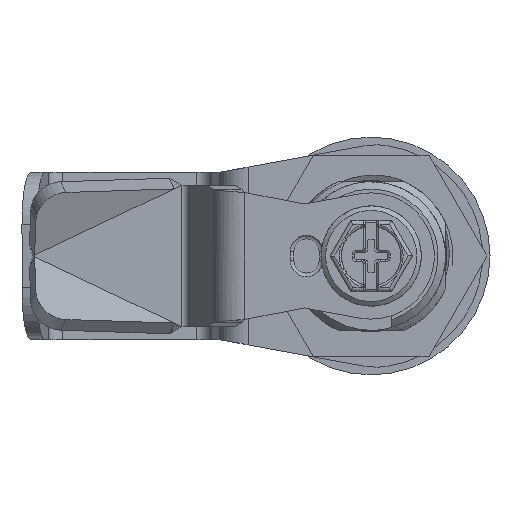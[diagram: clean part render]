
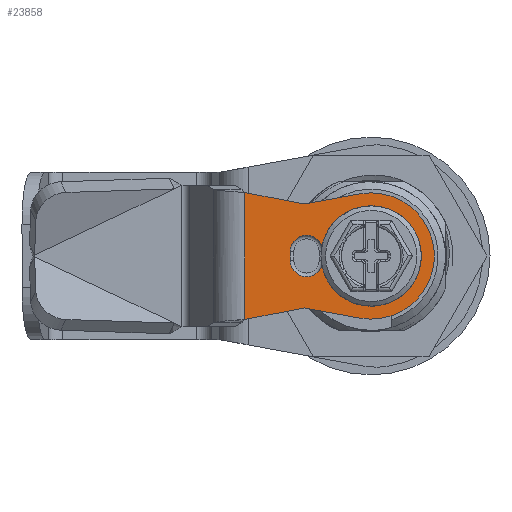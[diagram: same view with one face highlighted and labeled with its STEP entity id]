
A CAD part, left-side view. The second image highlights one B-rep face of the part: STEP entity #23858.
In plain terms, the highlighted face is planar.
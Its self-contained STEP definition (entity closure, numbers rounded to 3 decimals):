
#3018=FACE_BOUND('',#5547,.T.);
#3019=FACE_BOUND('',#5548,.T.);
#4225=FACE_OUTER_BOUND('',#5546,.T.);
#5546=EDGE_LOOP('',(#21928,#21929,#21930,#21931,#21932,#21933));
#5547=EDGE_LOOP('',(#21934,#21935,#21936,#21937));
#5548=EDGE_LOOP('',(#21938,#21939,#21940,#21941,#21942,#21943,#21944,#21945));
#5941=CIRCLE('',#25151,8.5);
#5942=CIRCLE('',#25152,2.2);
#5943=CIRCLE('',#25153,2.2);
#7317=LINE('',#62897,#8819);
#7318=LINE('',#62899,#8820);
#7319=LINE('',#62901,#8821);
#7320=LINE('',#62905,#8822);
#7321=LINE('',#62906,#8823);
#7322=LINE('',#62911,#8824);
#7323=LINE('',#62914,#8825);
#7324=LINE('',#62917,#8826);
#7325=LINE('',#62919,#8827);
#7326=LINE('',#62921,#8828);
#7327=LINE('',#62923,#8829);
#7328=LINE('',#62925,#8830);
#7329=LINE('',#62927,#8831);
#7330=LINE('',#62929,#8832);
#7331=LINE('',#62930,#8833);
#8819=VECTOR('',#28803,17.077);
#8820=VECTOR('',#28804,8.147);
#8821=VECTOR('',#28805,7.599);
#8822=VECTOR('',#28808,7.599);
#8823=VECTOR('',#28809,8.147);
#8824=VECTOR('',#28812,1.2);
#8825=VECTOR('',#28815,1.2);
#8826=VECTOR('',#28816,6.5);
#8827=VECTOR('',#28817,1.131);
#8828=VECTOR('',#28818,6.5);
#8829=VECTOR('',#28819,1.131);
#8830=VECTOR('',#28820,6.5);
#8831=VECTOR('',#28821,1.131);
#8832=VECTOR('',#28822,6.5);
#8833=VECTOR('',#28823,1.131);
#11248=VERTEX_POINT('',#62895);
#11249=VERTEX_POINT('',#62896);
#11250=VERTEX_POINT('',#62898);
#11251=VERTEX_POINT('',#62900);
#11252=VERTEX_POINT('',#62902);
#11253=VERTEX_POINT('',#62904);
#11254=VERTEX_POINT('',#62907);
#11255=VERTEX_POINT('',#62908);
#11256=VERTEX_POINT('',#62910);
#11257=VERTEX_POINT('',#62912);
#11258=VERTEX_POINT('',#62915);
#11259=VERTEX_POINT('',#62916);
#11260=VERTEX_POINT('',#62918);
#11261=VERTEX_POINT('',#62920);
#11262=VERTEX_POINT('',#62922);
#11263=VERTEX_POINT('',#62924);
#11264=VERTEX_POINT('',#62926);
#11265=VERTEX_POINT('',#62928);
#14830=EDGE_CURVE('',#11248,#11249,#7317,.T.);
#14831=EDGE_CURVE('',#11248,#11250,#7318,.T.);
#14832=EDGE_CURVE('',#11250,#11251,#7319,.T.);
#14833=EDGE_CURVE('',#11251,#11252,#5941,.T.);
#14834=EDGE_CURVE('',#11252,#11253,#7320,.T.);
#14835=EDGE_CURVE('',#11253,#11249,#7321,.T.);
#14836=EDGE_CURVE('',#11254,#11255,#5942,.T.);
#14837=EDGE_CURVE('',#11256,#11254,#7322,.T.);
#14838=EDGE_CURVE('',#11257,#11256,#5943,.T.);
#14839=EDGE_CURVE('',#11255,#11257,#7323,.T.);
#14840=EDGE_CURVE('',#11258,#11259,#7324,.T.);
#14841=EDGE_CURVE('',#11259,#11260,#7325,.T.);
#14842=EDGE_CURVE('',#11260,#11261,#7326,.T.);
#14843=EDGE_CURVE('',#11261,#11262,#7327,.T.);
#14844=EDGE_CURVE('',#11262,#11263,#7328,.T.);
#14845=EDGE_CURVE('',#11263,#11264,#7329,.T.);
#14846=EDGE_CURVE('',#11264,#11265,#7330,.T.);
#14847=EDGE_CURVE('',#11265,#11258,#7331,.T.);
#21928=ORIENTED_EDGE('',*,*,#14830,.F.);
#21929=ORIENTED_EDGE('',*,*,#14831,.T.);
#21930=ORIENTED_EDGE('',*,*,#14832,.T.);
#21931=ORIENTED_EDGE('',*,*,#14833,.T.);
#21932=ORIENTED_EDGE('',*,*,#14834,.T.);
#21933=ORIENTED_EDGE('',*,*,#14835,.T.);
#21934=ORIENTED_EDGE('',*,*,#14836,.F.);
#21935=ORIENTED_EDGE('',*,*,#14837,.F.);
#21936=ORIENTED_EDGE('',*,*,#14838,.F.);
#21937=ORIENTED_EDGE('',*,*,#14839,.F.);
#21938=ORIENTED_EDGE('',*,*,#14840,.T.);
#21939=ORIENTED_EDGE('',*,*,#14841,.T.);
#21940=ORIENTED_EDGE('',*,*,#14842,.T.);
#21941=ORIENTED_EDGE('',*,*,#14843,.T.);
#21942=ORIENTED_EDGE('',*,*,#14844,.T.);
#21943=ORIENTED_EDGE('',*,*,#14845,.T.);
#21944=ORIENTED_EDGE('',*,*,#14846,.T.);
#21945=ORIENTED_EDGE('',*,*,#14847,.T.);
#22600=PLANE('',#25150);
#23858=ADVANCED_FACE('',(#4225,#3018,#3019),#22600,.T.);
#25150=AXIS2_PLACEMENT_3D('',#62894,#28801,#28802);
#25151=AXIS2_PLACEMENT_3D('',#62903,#28806,#28807);
#25152=AXIS2_PLACEMENT_3D('',#62909,#28810,#28811);
#25153=AXIS2_PLACEMENT_3D('',#62913,#28813,#28814);
#28801=DIRECTION('center_axis',(0.,1.,0.));
#28802=DIRECTION('ref_axis',(1.,0.,0.));
#28803=DIRECTION('',(0.,0.,-1.));
#28804=DIRECTION('',(0.982,0.,-0.189));
#28805=DIRECTION('',(0.984,0.,0.179));
#28806=DIRECTION('center_axis',(0.,1.,0.));
#28807=DIRECTION('ref_axis',(-0.179,0.,0.984));
#28808=DIRECTION('',(-0.984,0.,0.179));
#28809=DIRECTION('',(-0.982,0.,-0.189));
#28810=DIRECTION('center_axis',(0.,1.,0.));
#28811=DIRECTION('ref_axis',(1.,0.,0.));
#28812=DIRECTION('',(0.,0.,-1.));
#28813=DIRECTION('center_axis',(0.,1.,0.));
#28814=DIRECTION('ref_axis',(-1.,0.,0.));
#28815=DIRECTION('',(0.,0.,1.));
#28816=DIRECTION('',(-1.,0.,0.));
#28817=DIRECTION('',(-0.707,0.,-0.707));
#28818=DIRECTION('',(0.,0.,-1.));
#28819=DIRECTION('',(0.707,0.,-0.707));
#28820=DIRECTION('',(1.,0.,0.));
#28821=DIRECTION('',(0.707,0.,0.707));
#28822=DIRECTION('',(0.,0.,1.));
#28823=DIRECTION('',(-0.707,0.,0.707));
#62894=CARTESIAN_POINT('Origin',(0.,0.,0.));
#62895=CARTESIAN_POINT('',(-17.,0.,8.538));
#62896=CARTESIAN_POINT('',(-17.,0.,-8.538));
#62897=CARTESIAN_POINT('',(-17.,0.,8.538));
#62898=CARTESIAN_POINT('',(-9.,0.,7.));
#62899=CARTESIAN_POINT('',(-17.,0.,8.538));
#62900=CARTESIAN_POINT('',(-1.524,0.,8.362));
#62901=CARTESIAN_POINT('',(-9.,0.,7.));
#62902=CARTESIAN_POINT('',(-1.524,0.,-8.362));
#62903=CARTESIAN_POINT('Origin',(0.,0.,0.));
#62904=CARTESIAN_POINT('',(-9.,0.,-7.));
#62905=CARTESIAN_POINT('',(-1.524,0.,-8.362));
#62906=CARTESIAN_POINT('',(-9.,0.,-7.));
#62907=CARTESIAN_POINT('',(-6.5,0.,-0.6));
#62908=CARTESIAN_POINT('',(-10.9,0.,-0.6));
#62909=CARTESIAN_POINT('Origin',(-8.7,0.,-0.6));
#62910=CARTESIAN_POINT('',(-6.5,0.,0.6));
#62911=CARTESIAN_POINT('',(-6.5,0.,0.6));
#62912=CARTESIAN_POINT('',(-10.9,0.,0.6));
#62913=CARTESIAN_POINT('Origin',(-8.7,0.,0.6));
#62914=CARTESIAN_POINT('',(-10.9,0.,-0.6));
#62915=CARTESIAN_POINT('',(3.25,0.,4.05));
#62916=CARTESIAN_POINT('',(-3.25,0.,4.05));
#62917=CARTESIAN_POINT('',(3.25,0.,4.05));
#62918=CARTESIAN_POINT('',(-4.05,0.,3.25));
#62919=CARTESIAN_POINT('',(-3.25,0.,4.05));
#62920=CARTESIAN_POINT('',(-4.05,0.,-3.25));
#62921=CARTESIAN_POINT('',(-4.05,0.,3.25));
#62922=CARTESIAN_POINT('',(-3.25,0.,-4.05));
#62923=CARTESIAN_POINT('',(-4.05,0.,-3.25));
#62924=CARTESIAN_POINT('',(3.25,0.,-4.05));
#62925=CARTESIAN_POINT('',(-3.25,0.,-4.05));
#62926=CARTESIAN_POINT('',(4.05,0.,-3.25));
#62927=CARTESIAN_POINT('',(3.25,0.,-4.05));
#62928=CARTESIAN_POINT('',(4.05,0.,3.25));
#62929=CARTESIAN_POINT('',(4.05,0.,-3.25));
#62930=CARTESIAN_POINT('',(4.05,0.,3.25));
